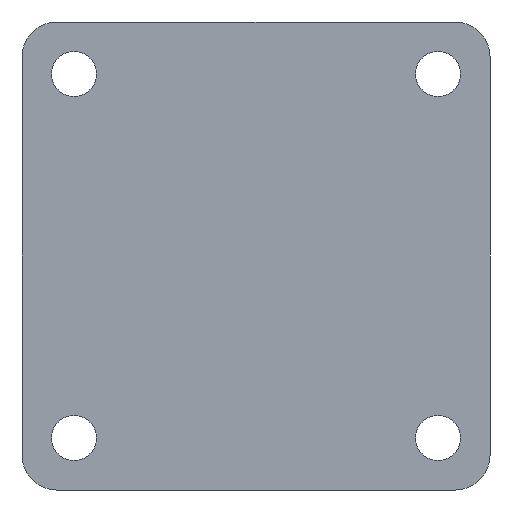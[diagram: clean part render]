
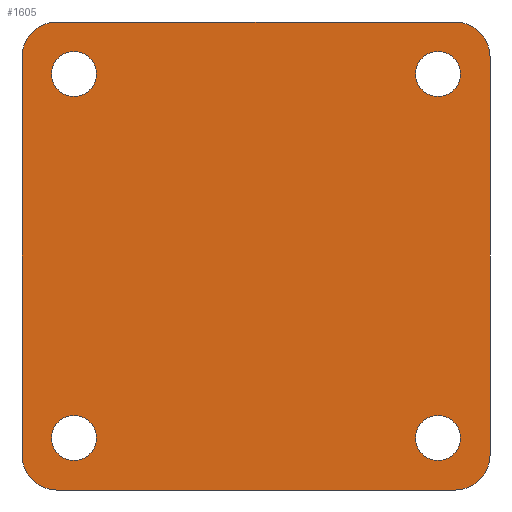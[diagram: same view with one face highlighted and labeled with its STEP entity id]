
A CAD part, front view. The second image highlights one B-rep face of the part: STEP entity #1605.
In plain terms, the highlighted planar face has unit normal (0, -1, 0).
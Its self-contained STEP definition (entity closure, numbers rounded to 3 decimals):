
#327=CARTESIAN_POINT('',(-52.5,0.,-52.5));
#328=DIRECTION('',(0.,1.,0.));
#329=DIRECTION('',(1.,0.,0.));
#330=AXIS2_PLACEMENT_3D('',#327,#328,#329);
#336=CARTESIAN_POINT('',(-52.5,0.,-52.5));
#337=DIRECTION('',(0.,1.,0.));
#338=DIRECTION('',(-1.,0.,0.));
#339=AXIS2_PLACEMENT_3D('',#336,#337,#338);
#344=CARTESIAN_POINT('',(52.5,0.,-52.5));
#345=DIRECTION('',(0.,1.,0.));
#346=DIRECTION('',(1.,0.,0.));
#347=AXIS2_PLACEMENT_3D('',#344,#345,#346);
#352=CARTESIAN_POINT('',(52.5,0.,-52.5));
#353=DIRECTION('',(0.,1.,0.));
#354=DIRECTION('',(-1.,0.,0.));
#355=AXIS2_PLACEMENT_3D('',#352,#353,#354);
#360=CARTESIAN_POINT('',(-52.5,0.,52.5));
#361=DIRECTION('',(0.,1.,0.));
#362=DIRECTION('',(1.,0.,0.));
#363=AXIS2_PLACEMENT_3D('',#360,#361,#362);
#368=CARTESIAN_POINT('',(-52.5,0.,52.5));
#369=DIRECTION('',(0.,1.,0.));
#370=DIRECTION('',(-1.,0.,0.));
#371=AXIS2_PLACEMENT_3D('',#368,#369,#370);
#376=CARTESIAN_POINT('',(52.5,0.,52.5));
#377=DIRECTION('',(0.,1.,0.));
#378=DIRECTION('',(1.,0.,0.));
#379=AXIS2_PLACEMENT_3D('',#376,#377,#378);
#384=CARTESIAN_POINT('',(52.5,0.,52.5));
#385=DIRECTION('',(0.,1.,0.));
#386=DIRECTION('',(-1.,0.,0.));
#387=AXIS2_PLACEMENT_3D('',#384,#385,#386);
#392=CARTESIAN_POINT('',(-57.5,0.,-57.5));
#393=DIRECTION('',(0.,-1.,0.));
#394=DIRECTION('',(-1.,0.,0.));
#395=AXIS2_PLACEMENT_3D('',#392,#393,#394);
#400=DIRECTION('',(0.,0.,1.));
#401=VECTOR('',#400,115.);
#402=CARTESIAN_POINT('',(-67.5,0.,-57.5));
#403=LINE('',#402,#401);
#407=CARTESIAN_POINT('',(-57.5,0.,57.5));
#408=DIRECTION('',(0.,-1.,0.));
#409=DIRECTION('',(0.,0.,1.));
#410=AXIS2_PLACEMENT_3D('',#407,#408,#409);
#415=DIRECTION('',(1.,0.,0.));
#416=VECTOR('',#415,115.);
#417=CARTESIAN_POINT('',(-57.5,0.,67.5));
#418=LINE('',#417,#416);
#422=CARTESIAN_POINT('',(57.5,0.,57.5));
#423=DIRECTION('',(0.,-1.,0.));
#424=DIRECTION('',(1.,0.,0.));
#425=AXIS2_PLACEMENT_3D('',#422,#423,#424);
#430=DIRECTION('',(0.,0.,-1.));
#431=VECTOR('',#430,115.);
#432=CARTESIAN_POINT('',(67.5,0.,57.5));
#433=LINE('',#432,#431);
#437=CARTESIAN_POINT('',(57.5,0.,-57.5));
#438=DIRECTION('',(0.,-1.,0.));
#439=DIRECTION('',(0.,0.,-1.));
#440=AXIS2_PLACEMENT_3D('',#437,#438,#439);
#445=DIRECTION('',(-1.,0.,0.));
#446=VECTOR('',#445,115.);
#447=CARTESIAN_POINT('',(57.5,0.,-67.5));
#448=LINE('',#447,#446);
#1398=CARTESIAN_POINT('',(-46.,0.,-52.5));
#1399=CARTESIAN_POINT('',(-59.,0.,-52.5));
#1400=VERTEX_POINT('',#1398);
#1401=VERTEX_POINT('',#1399);
#1402=CARTESIAN_POINT('',(59.,0.,-52.5));
#1403=CARTESIAN_POINT('',(46.,0.,-52.5));
#1404=VERTEX_POINT('',#1402);
#1405=VERTEX_POINT('',#1403);
#1406=CARTESIAN_POINT('',(-46.,0.,52.5));
#1407=CARTESIAN_POINT('',(-59.,0.,52.5));
#1408=VERTEX_POINT('',#1406);
#1409=VERTEX_POINT('',#1407);
#1410=CARTESIAN_POINT('',(59.,0.,52.5));
#1411=CARTESIAN_POINT('',(46.,0.,52.5));
#1412=VERTEX_POINT('',#1410);
#1413=VERTEX_POINT('',#1411);
#1510=CARTESIAN_POINT('',(-67.5,0.,-57.5));
#1511=CARTESIAN_POINT('',(-57.5,0.,-67.5));
#1512=VERTEX_POINT('',#1510);
#1513=VERTEX_POINT('',#1511);
#1518=CARTESIAN_POINT('',(57.5,0.,-67.5));
#1519=CARTESIAN_POINT('',(67.5,0.,-57.5));
#1520=VERTEX_POINT('',#1518);
#1521=VERTEX_POINT('',#1519);
#1526=CARTESIAN_POINT('',(67.5,0.,57.5));
#1527=CARTESIAN_POINT('',(57.5,0.,67.5));
#1528=VERTEX_POINT('',#1526);
#1529=VERTEX_POINT('',#1527);
#1534=CARTESIAN_POINT('',(-57.5,0.,67.5));
#1535=CARTESIAN_POINT('',(-67.5,0.,57.5));
#1536=VERTEX_POINT('',#1534);
#1537=VERTEX_POINT('',#1535);
#1558=CARTESIAN_POINT('',(0.,0.,0.));
#1559=DIRECTION('',(0.,1.,0.));
#1560=DIRECTION('',(1.,0.,0.));
#1561=AXIS2_PLACEMENT_3D('',#1558,#1559,#1560);
#1562=PLANE('',#1561);
#1564=ORIENTED_EDGE('',*,*,#1563,.F.);
#1566=ORIENTED_EDGE('',*,*,#1565,.T.);
#1568=ORIENTED_EDGE('',*,*,#1567,.F.);
#1570=ORIENTED_EDGE('',*,*,#1569,.T.);
#1572=ORIENTED_EDGE('',*,*,#1571,.F.);
#1574=ORIENTED_EDGE('',*,*,#1573,.T.);
#1576=ORIENTED_EDGE('',*,*,#1575,.F.);
#1578=ORIENTED_EDGE('',*,*,#1577,.T.);
#1579=EDGE_LOOP('',(#1564,#1566,#1568,#1570,#1572,#1574,#1576,#1578));
#1580=FACE_OUTER_BOUND('',#1579,.F.);
#1582=ORIENTED_EDGE('',*,*,#1581,.F.);
#1584=ORIENTED_EDGE('',*,*,#1583,.F.);
#1585=EDGE_LOOP('',(#1582,#1584));
#1586=FACE_BOUND('',#1585,.F.);
#1588=ORIENTED_EDGE('',*,*,#1587,.F.);
#1590=ORIENTED_EDGE('',*,*,#1589,.F.);
#1591=EDGE_LOOP('',(#1588,#1590));
#1592=FACE_BOUND('',#1591,.F.);
#1594=ORIENTED_EDGE('',*,*,#1593,.F.);
#1596=ORIENTED_EDGE('',*,*,#1595,.F.);
#1597=EDGE_LOOP('',(#1594,#1596));
#1598=FACE_BOUND('',#1597,.F.);
#1600=ORIENTED_EDGE('',*,*,#1599,.F.);
#1602=ORIENTED_EDGE('',*,*,#1601,.F.);
#1603=EDGE_LOOP('',(#1600,#1602));
#1604=FACE_BOUND('',#1603,.F.);
#331=CIRCLE('',#330,6.5);
#340=CIRCLE('',#339,6.5);
#348=CIRCLE('',#347,6.5);
#356=CIRCLE('',#355,6.5);
#364=CIRCLE('',#363,6.5);
#372=CIRCLE('',#371,6.5);
#380=CIRCLE('',#379,6.5);
#388=CIRCLE('',#387,6.5);
#396=CIRCLE('',#395,10.);
#411=CIRCLE('',#410,10.);
#426=CIRCLE('',#425,10.);
#441=CIRCLE('',#440,10.);
#1563=EDGE_CURVE('',#1512,#1513,#396,.T.);
#1565=EDGE_CURVE('',#1512,#1537,#403,.T.);
#1567=EDGE_CURVE('',#1536,#1537,#411,.T.);
#1569=EDGE_CURVE('',#1536,#1529,#418,.T.);
#1571=EDGE_CURVE('',#1528,#1529,#426,.T.);
#1573=EDGE_CURVE('',#1528,#1521,#433,.T.);
#1575=EDGE_CURVE('',#1520,#1521,#441,.T.);
#1577=EDGE_CURVE('',#1520,#1513,#448,.T.);
#1581=EDGE_CURVE('',#1404,#1405,#348,.T.);
#1583=EDGE_CURVE('',#1405,#1404,#356,.T.);
#1587=EDGE_CURVE('',#1408,#1409,#364,.T.);
#1589=EDGE_CURVE('',#1409,#1408,#372,.T.);
#1593=EDGE_CURVE('',#1412,#1413,#380,.T.);
#1595=EDGE_CURVE('',#1413,#1412,#388,.T.);
#1599=EDGE_CURVE('',#1400,#1401,#331,.T.);
#1601=EDGE_CURVE('',#1401,#1400,#340,.T.);
#1605=ADVANCED_FACE('',(#1580,#1586,#1592,#1598,#1604),#1562,.F.);
